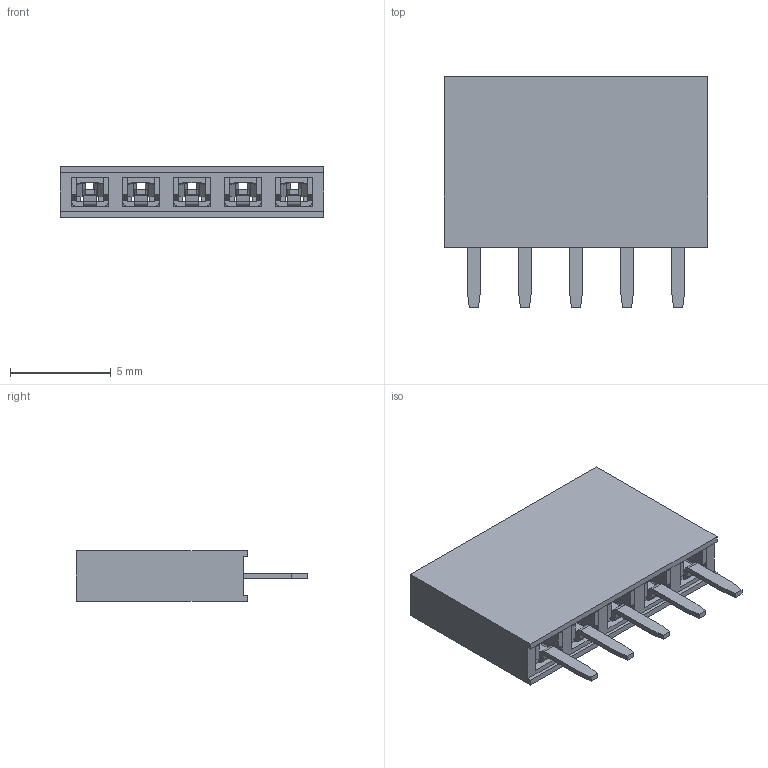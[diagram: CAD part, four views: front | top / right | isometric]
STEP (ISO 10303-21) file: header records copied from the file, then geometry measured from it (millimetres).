
FILE_DESCRIPTION(('STEP AP242'),'1');
FILE_NAME('m20-7820542.stp','2023-09-24T18:54:10',('TraceParts'),('TraceParts S.A.'),'Spatial InterOp 3D',' ',' ');
FILE_SCHEMA(('AP242_MANAGED_MODEL_BASED_3D_ENGINEERING_MIM_LF {1 0 10303 442 1 1 4}'));
Length unit declared in the file: millimetre
Products named in the file (1): m20-7820542_1
Bounding box: 13.1 x 11.5 x 2.5 mm (x, y, z)
Volume: 205.5 mm3; surface area: 786.3 mm2
Topology: 6 solids, 6 shells, 525 faces, 1379 edges, 876 vertices
Faces by surface type: plane 415, cylinder 110
Entity records: 17257 total; most frequent: CARTESIAN_POINT 2786, ORIENTED_EDGE 2758, DIRECTION 2661, EDGE_CURVE 1379, LINE 1159, VECTOR 1159, VERTEX_POINT 876, AXIS2_PLACEMENT_3D 751
